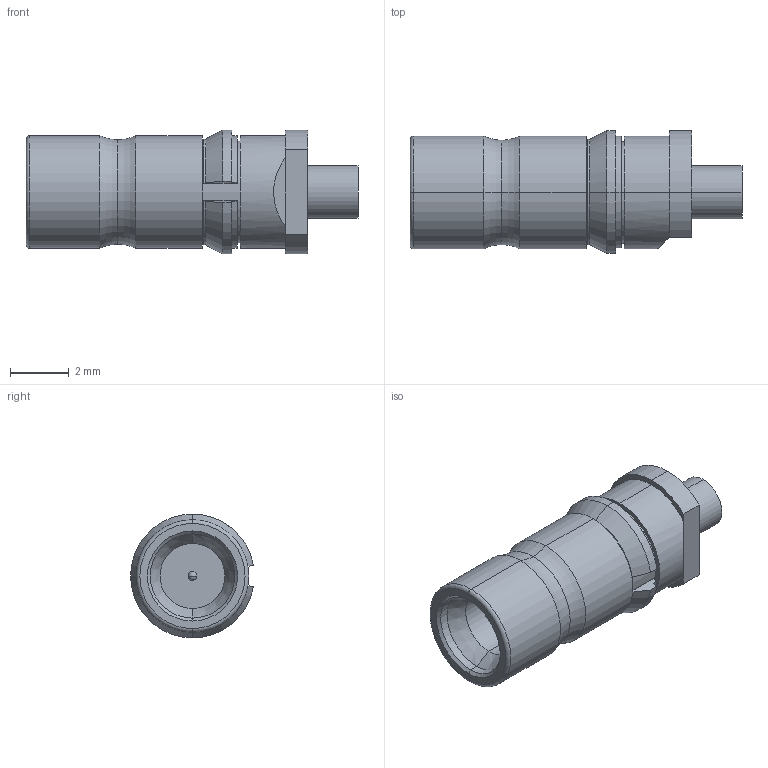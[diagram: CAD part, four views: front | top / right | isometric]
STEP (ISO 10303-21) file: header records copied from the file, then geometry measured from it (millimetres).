
FILE_DESCRIPTION (( 'STEP AP214' ), '1' );
FILE_NAME ('FMCN49819_3D.step', '2025-01-08T20:10:18', ( '' ), ( '' ), 'SwSTEP 2.0', 'SolidWorks 2022', '' );
FILE_SCHEMA (( 'AUTOMOTIVE_DESIGN' ));
Length unit declared in the file: foot
Products named in the file (4): SMPM Male VITA 67.3 Plug In Contact for .047 Cable（008-SC1H0N-NS）1.stp; SMPM Male VITA 67.3 Plug In Contact for .047 Cable（008-SC1H0N-NS）2.stp; SMPM Male VITA 67.3 Plug In Contact for .047 Cable（008-SC1H0N-NS）.stp; FMCN49819_3D
Assembly tree (3 placements, depth 3):
  FMCN49819_3D
    SMPM Male VITA 67.3 Plug In Contact for .047 Cable（008-SC1H0N-NS）.stp
      SMPM Male VITA 67.3 Plug In Contact for .047 Cable（008-SC1H0N-NS）1.stp
      SMPM Male VITA 67.3 Plug In Contact for .047 Cable（008-SC1H0N-NS）2.stp
Bounding box: 11.3 x 4.18 x 4.22 mm (x, y, z)
Volume: 93.5 mm3; surface area: 249.2 mm2
Topology: 2 solids, 3 shells, 71 faces, 158 edges, 97 vertices
Faces by surface type: cylinder 37, plane 17, cone 9, torus 6, sphere 2
Entity records: 2428 total; most frequent: DIRECTION 404, CARTESIAN_POINT 334, ORIENTED_EDGE 312, AXIS2_PLACEMENT_3D 171, EDGE_CURVE 156, VERTEX_POINT 97, CIRCLE 93, EDGE_LOOP 79
